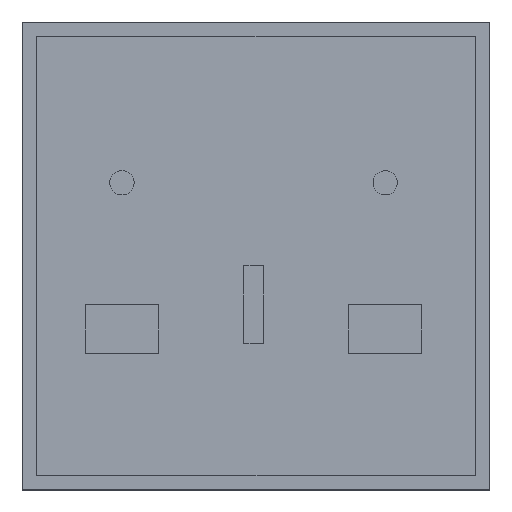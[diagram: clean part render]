
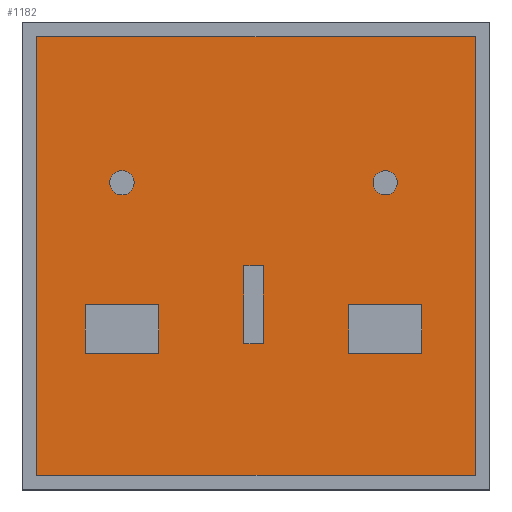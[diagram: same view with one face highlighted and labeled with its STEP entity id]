
A CAD part, top view. The second image highlights one B-rep face of the part: STEP entity #1182.
In plain terms, the highlighted planar face has unit normal (0, 0, 1).
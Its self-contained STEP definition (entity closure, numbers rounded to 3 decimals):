
#130=CARTESIAN_POINT('',(20.5,12.5,75.0));
#131=VERTEX_POINT('',#130);
#140=CARTESIAN_POINT('',(23.,15.,75.0));
#141=VERTEX_POINT('',#140);
#142=CARTESIAN_POINT('',(20.5,15.,75.0));
#143=DIRECTION('',(0.0,0.0,-1.0));
#144=DIRECTION('',(0.0,-1.0,0.0));
#145=AXIS2_PLACEMENT_3D('',#142,#143,#144);
#146=CIRCLE('',#145,2.5);
#147=EDGE_CURVE('',#141,#131,#146,.T.);
#149=CARTESIAN_POINT('',(20.5,17.5,75.0));
#150=VERTEX_POINT('',#149);
#151=CARTESIAN_POINT('',(20.5,15.,75.0));
#152=DIRECTION('',(0.0,0.0,-1.0));
#153=DIRECTION('',(0.0,-1.0,0.0));
#154=AXIS2_PLACEMENT_3D('',#151,#152,#153);
#155=CIRCLE('',#154,2.5);
#156=EDGE_CURVE('',#150,#141,#155,.T.);
#181=CARTESIAN_POINT('',(72.013,15.,75.0));
#182=VERTEX_POINT('',#181);
#191=CARTESIAN_POINT('',(74.513,12.5,75.0));
#192=VERTEX_POINT('',#191);
#193=CARTESIAN_POINT('',(74.513,15.,75.0));
#194=DIRECTION('',(0.0,0.0,-1.0));
#195=DIRECTION('',(-1.0,0.0,0.0));
#196=AXIS2_PLACEMENT_3D('',#193,#194,#195);
#197=CIRCLE('',#196,2.5);
#198=EDGE_CURVE('',#192,#182,#197,.T.);
#200=CARTESIAN_POINT('',(77.013,15.,75.0));
#201=VERTEX_POINT('',#200);
#202=CARTESIAN_POINT('',(74.513,15.,75.0));
#203=DIRECTION('',(0.0,0.0,-1.0));
#204=DIRECTION('',(-1.0,0.0,0.0));
#205=AXIS2_PLACEMENT_3D('',#202,#203,#204);
#206=CIRCLE('',#205,2.5);
#207=EDGE_CURVE('',#201,#192,#206,.T.);
#232=CARTESIAN_POINT('',(45.507,-2.,75.0));
#233=VERTEX_POINT('',#232);
#250=CARTESIAN_POINT('',(49.507,-2.,75.0));
#251=VERTEX_POINT('',#250);
#258=CARTESIAN_POINT('',(45.507,-2.,75.0));
#259=DIRECTION('',(1.0,0.0,0.0));
#260=VECTOR('',#259,4.0);
#261=LINE('',#258,#260);
#262=EDGE_CURVE('',#233,#251,#261,.T.);
#282=CARTESIAN_POINT('',(28.,-10.,75.0));
#283=VERTEX_POINT('',#282);
#290=CARTESIAN_POINT('',(13.,-10.,75.0));
#291=VERTEX_POINT('',#290);
#292=CARTESIAN_POINT('',(13.,-10.,75.0));
#293=DIRECTION('',(1.0,0.0,0.0));
#294=VECTOR('',#293,15.0);
#295=LINE('',#292,#294);
#296=EDGE_CURVE('',#291,#283,#295,.T.);
#321=CARTESIAN_POINT('',(13.,-20.,75.0));
#322=VERTEX_POINT('',#321);
#323=CARTESIAN_POINT('',(13.,-20.,75.0));
#324=DIRECTION('',(0.0,1.0,0.0));
#325=VECTOR('',#324,10.0);
#326=LINE('',#323,#325);
#327=EDGE_CURVE('',#322,#291,#326,.T.);
#352=CARTESIAN_POINT('',(28.,-20.,75.0));
#353=VERTEX_POINT('',#352);
#354=CARTESIAN_POINT('',(28.,-20.,75.0));
#355=DIRECTION('',(-1.0,0.0,0.0));
#356=VECTOR('',#355,15.0);
#357=LINE('',#354,#356);
#358=EDGE_CURVE('',#353,#322,#357,.T.);
#381=CARTESIAN_POINT('',(28.,-10.,75.0));
#382=DIRECTION('',(0.0,-1.0,0.0));
#383=VECTOR('',#382,10.0);
#384=LINE('',#381,#383);
#385=EDGE_CURVE('',#283,#353,#384,.T.);
#417=CARTESIAN_POINT('',(45.507,-18.,75.0));
#418=VERTEX_POINT('',#417);
#419=CARTESIAN_POINT('',(45.507,-18.,75.0));
#420=DIRECTION('',(0.0,1.0,0.0));
#421=VECTOR('',#420,16.0);
#422=LINE('',#419,#421);
#423=EDGE_CURVE('',#418,#233,#422,.T.);
#448=CARTESIAN_POINT('',(49.507,-18.,75.0));
#449=VERTEX_POINT('',#448);
#450=CARTESIAN_POINT('',(49.507,-18.,75.0));
#451=DIRECTION('',(-1.0,0.0,0.0));
#452=VECTOR('',#451,4.0);
#453=LINE('',#450,#452);
#454=EDGE_CURVE('',#449,#418,#453,.T.);
#477=CARTESIAN_POINT('',(49.507,-2.,75.0));
#478=DIRECTION('',(0.0,-1.0,0.0));
#479=VECTOR('',#478,16.0);
#480=LINE('',#477,#479);
#481=EDGE_CURVE('',#251,#449,#480,.T.);
#514=CARTESIAN_POINT('',(82.013,-20.,75.0));
#515=VERTEX_POINT('',#514);
#522=CARTESIAN_POINT('',(82.013,-10.,75.0));
#523=VERTEX_POINT('',#522);
#524=CARTESIAN_POINT('',(82.013,-10.,75.0));
#525=DIRECTION('',(0.0,-1.0,0.0));
#526=VECTOR('',#525,10.0);
#527=LINE('',#524,#526);
#528=EDGE_CURVE('',#523,#515,#527,.T.);
#553=CARTESIAN_POINT('',(67.013,-10.,75.0));
#554=VERTEX_POINT('',#553);
#555=CARTESIAN_POINT('',(67.013,-10.,75.0));
#556=DIRECTION('',(1.0,0.0,0.0));
#557=VECTOR('',#556,15.);
#558=LINE('',#555,#557);
#559=EDGE_CURVE('',#554,#523,#558,.T.);
#584=CARTESIAN_POINT('',(67.013,-20.,75.0));
#585=VERTEX_POINT('',#584);
#586=CARTESIAN_POINT('',(67.013,-20.,75.0));
#587=DIRECTION('',(0.0,1.0,0.0));
#588=VECTOR('',#587,10.0);
#589=LINE('',#586,#588);
#590=EDGE_CURVE('',#585,#554,#589,.T.);
#613=CARTESIAN_POINT('',(82.013,-20.,75.0));
#614=DIRECTION('',(-1.0,0.0,0.0));
#615=VECTOR('',#614,15.);
#616=LINE('',#613,#615);
#617=EDGE_CURVE('',#515,#585,#616,.T.);
#658=CARTESIAN_POINT('',(74.513,15.,75.0));
#659=DIRECTION('',(0.0,0.0,-1.0));
#660=DIRECTION('',(-1.0,0.0,0.0));
#661=AXIS2_PLACEMENT_3D('',#658,#659,#660);
#662=CIRCLE('',#661,2.5);
#663=EDGE_CURVE('',#182,#201,#662,.T.);
#702=CARTESIAN_POINT('',(20.5,15.,75.0));
#703=DIRECTION('',(0.0,0.0,-1.0));
#704=DIRECTION('',(0.0,-1.0,0.0));
#705=AXIS2_PLACEMENT_3D('',#702,#703,#704);
#706=CIRCLE('',#705,2.5);
#707=EDGE_CURVE('',#131,#150,#706,.T.);
#1052=CARTESIAN_POINT('',(93.,45.,75.0));
#1053=VERTEX_POINT('',#1052);
#1054=CARTESIAN_POINT('',(93.,-45.,75.0));
#1055=VERTEX_POINT('',#1054);
#1056=CARTESIAN_POINT('',(93.,45.,75.0));
#1057=DIRECTION('',(0.0,-1.0,0.0));
#1058=VECTOR('',#1057,90.);
#1059=LINE('',#1056,#1058);
#1060=EDGE_CURVE('',#1053,#1055,#1059,.T.);
#1083=CARTESIAN_POINT('',(3.,-45.,75.0));
#1084=VERTEX_POINT('',#1083);
#1085=CARTESIAN_POINT('',(93.,-45.,75.0));
#1086=DIRECTION('',(-1.0,0.0,0.0));
#1087=VECTOR('',#1086,90.);
#1088=LINE('',#1085,#1087);
#1089=EDGE_CURVE('',#1055,#1084,#1088,.T.);
#1107=CARTESIAN_POINT('',(3.,45.,75.0));
#1108=VERTEX_POINT('',#1107);
#1109=CARTESIAN_POINT('',(3.,-45.,75.0));
#1110=DIRECTION('',(0.0,1.0,0.0));
#1111=VECTOR('',#1110,90.);
#1112=LINE('',#1109,#1111);
#1113=EDGE_CURVE('',#1084,#1108,#1112,.T.);
#1131=CARTESIAN_POINT('',(3.,45.,75.0));
#1132=DIRECTION('',(1.0,0.0,0.0));
#1133=VECTOR('',#1132,90.);
#1134=LINE('',#1131,#1133);
#1135=EDGE_CURVE('',#1108,#1053,#1134,.T.);
#1143=CARTESIAN_POINT('',(48.,0.,75.0));
#1144=DIRECTION('',(0.0,0.0,1.0));
#1145=DIRECTION('',(1.0,0.0,0.0));
#1146=AXIS2_PLACEMENT_3D('',#1143,#1144,#1145);
#1147=PLANE('',#1146);
#1148=ORIENTED_EDGE('',*,*,#1060,.F.);
#1149=ORIENTED_EDGE('',*,*,#1135,.F.);
#1150=ORIENTED_EDGE('',*,*,#1113,.F.);
#1151=ORIENTED_EDGE('',*,*,#1089,.F.);
#1152=EDGE_LOOP('',(#1148,#1149,#1150,#1151));
#1153=FACE_OUTER_BOUND('',#1152,.T.);
#1154=ORIENTED_EDGE('',*,*,#481,.T.);
#1155=ORIENTED_EDGE('',*,*,#454,.T.);
#1156=ORIENTED_EDGE('',*,*,#423,.T.);
#1157=ORIENTED_EDGE('',*,*,#262,.T.);
#1158=EDGE_LOOP('',(#1154,#1155,#1156,#1157));
#1159=FACE_BOUND('',#1158,.T.);
#1160=ORIENTED_EDGE('',*,*,#296,.T.);
#1161=ORIENTED_EDGE('',*,*,#385,.T.);
#1162=ORIENTED_EDGE('',*,*,#358,.T.);
#1163=ORIENTED_EDGE('',*,*,#327,.T.);
#1164=EDGE_LOOP('',(#1160,#1161,#1162,#1163));
#1165=FACE_BOUND('',#1164,.T.);
#1166=ORIENTED_EDGE('',*,*,#528,.T.);
#1167=ORIENTED_EDGE('',*,*,#617,.T.);
#1168=ORIENTED_EDGE('',*,*,#590,.T.);
#1169=ORIENTED_EDGE('',*,*,#559,.T.);
#1170=EDGE_LOOP('',(#1166,#1167,#1168,#1169));
#1171=FACE_BOUND('',#1170,.T.);
#1172=ORIENTED_EDGE('',*,*,#198,.T.);
#1173=ORIENTED_EDGE('',*,*,#663,.T.);
#1174=ORIENTED_EDGE('',*,*,#207,.T.);
#1175=EDGE_LOOP('',(#1172,#1173,#1174));
#1176=FACE_BOUND('',#1175,.T.);
#1177=ORIENTED_EDGE('',*,*,#147,.T.);
#1178=ORIENTED_EDGE('',*,*,#707,.T.);
#1179=ORIENTED_EDGE('',*,*,#156,.T.);
#1180=EDGE_LOOP('',(#1177,#1178,#1179));
#1181=FACE_BOUND('',#1180,.T.);
#1182=ADVANCED_FACE('',(#1153,#1159,#1165,#1171,#1176,#1181),#1147,.T.);
